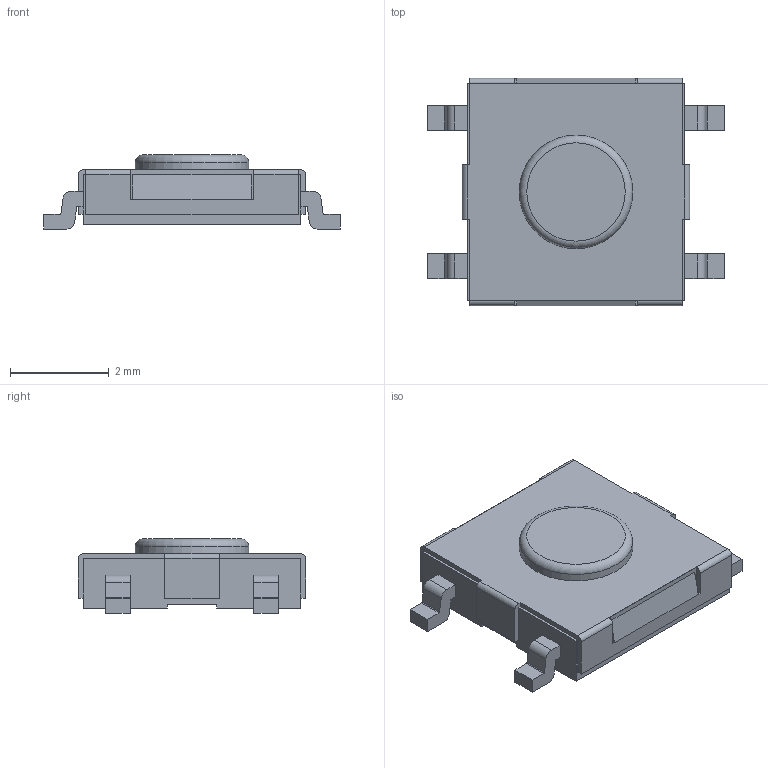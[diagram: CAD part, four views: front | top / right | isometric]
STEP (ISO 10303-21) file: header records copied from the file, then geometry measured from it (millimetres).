
FILE_DESCRIPTION((' '),'2;1');
FILE_NAME('TL3313AFxxxQG.stp','2017-07-19T09:36:12',(' '),(' '),' ','ACIS',' ');
FILE_SCHEMA(('CONFIG_CONTROL_DESIGN'));
Length unit declared in the file: inch
Products named in the file (1): TL3313AFxxxQG.stp
Bounding box: 6 x 4.6 x 1.5 mm (x, y, z)
Volume: 18.7 mm3; surface area: 116.4 mm2
Topology: 1 solids, 2 shells, 196 faces, 556 edges, 364 vertices
Faces by surface type: plane 140, cylinder 46, cone 5, bspline 3, torus 2
Full cylindrical faces by diameter (mm): 1 x1, 2.4 x1
Entity records: 6445 total; most frequent: CARTESIAN_POINT 1179, ORIENTED_EDGE 1090, DIRECTION 1060, EDGE_CURVE 545, VECTOR 418, LINE 418, VERTEX_POINT 359, AXIS2_PLACEMENT_3D 321
